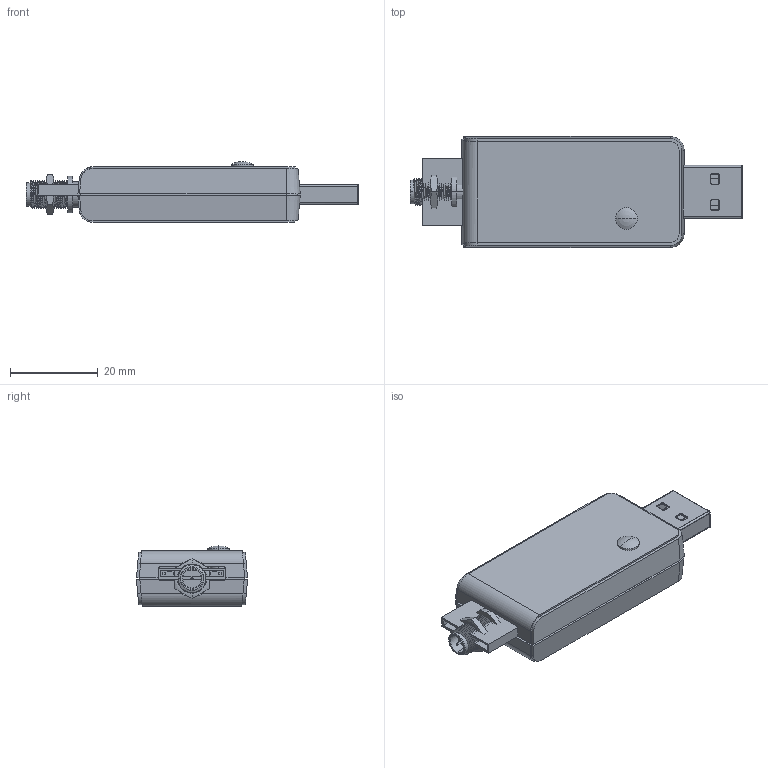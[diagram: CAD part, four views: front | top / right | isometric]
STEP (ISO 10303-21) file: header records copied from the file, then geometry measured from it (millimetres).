
FILE_DESCRIPTION((''),'2;1');
FILE_NAME('NAP201005__ASSEMBLY_ASM','2014-08-12T',('rcruz'),(''),'PRO/ENGINEER BY PARAMETRIC TECHNOLOGY CORPORATION, 2010180','PRO/ENGINEER BY PARAMETRIC TECHNOLOGY CORPORATION, 2010180','');
FILE_SCHEMA(('AUTOMOTIVE_DESIGN_CC2 { 1 2 10303 214 -1 1 5 2 }'));
Length unit declared in the file: inch
Products named in the file (6): NAP201005_BASE; NAP201005_COVER; NAP201005_PCB; NAP180804_PCB-COAX; 201005_LITE-PIPE; NAP201005__ASSEMBLY_ASM
Assembly tree (5 placements, depth 2):
  NAP201005__ASSEMBLY_ASM
    NAP201005_BASE
    NAP201005_COVER
    NAP201005_PCB
    NAP180804_PCB-COAX
    201005_LITE-PIPE
Bounding box: 75.82 x 25.36 x 13.89 mm (x, y, z)
Volume: 8976.5 mm3; surface area: 16774.9 mm2
Topology: 5 solids, 5 shells, 657 faces, 1879 edges, 1227 vertices
Faces by surface type: plane 423, cylinder 168, cone 28, bspline 22, torus 10, sphere 4, revolution 2
Entity records: 48723 total; most frequent: CARTESIAN_POINT 24900, ORIENTED_EDGE 3746, DIRECTION 3384, PRESENTATION_STYLE_ASSIGNMENT 1952, STYLED_ITEM 1880, CURVE_STYLE 1875, EDGE_CURVE 1873, VECTOR 1324
